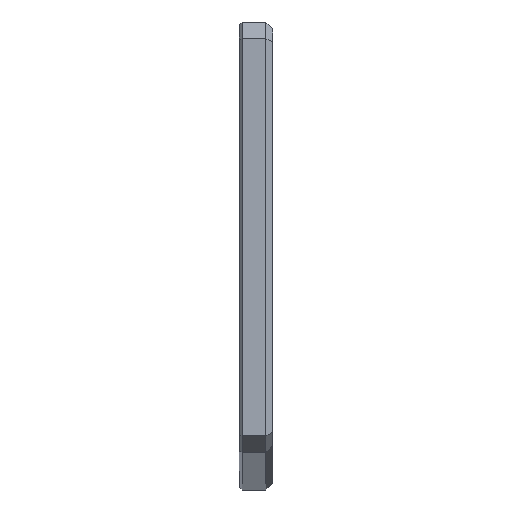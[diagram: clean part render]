
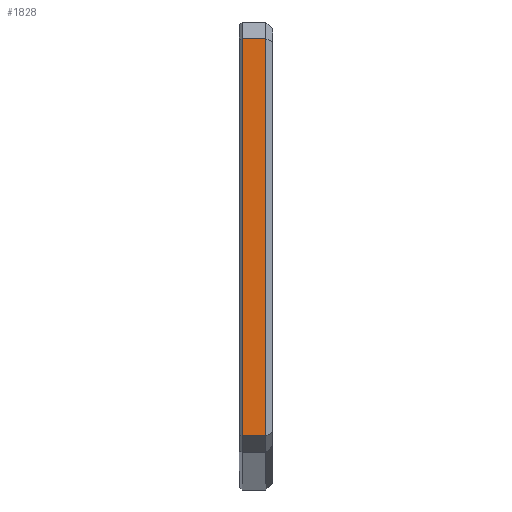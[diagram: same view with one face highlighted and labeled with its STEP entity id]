
A CAD part, front view. The second image highlights one B-rep face of the part: STEP entity #1828.
In plain terms, the highlighted planar face has unit normal (0, -1, 0).
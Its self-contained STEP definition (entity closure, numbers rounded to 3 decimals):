
#117=PLANE('',#2020);
#189=FACE_OUTER_BOUND('',#337,.T.);
#337=EDGE_LOOP('',(#1443,#1444,#1445,#1446));
#482=LINE('',#2963,#636);
#487=LINE('',#2973,#641);
#493=LINE('',#2984,#647);
#494=LINE('',#2985,#648);
#636=VECTOR('',#2376,10.);
#641=VECTOR('',#2385,10.);
#647=VECTOR('',#2397,10.);
#648=VECTOR('',#2398,10.);
#935=VERTEX_POINT('',#2960);
#936=VERTEX_POINT('',#2962);
#938=VERTEX_POINT('',#2970);
#939=VERTEX_POINT('',#2972);
#1115=EDGE_CURVE('',#935,#936,#482,.T.);
#1120=EDGE_CURVE('',#938,#939,#487,.T.);
#1126=EDGE_CURVE('',#935,#939,#493,.T.);
#1127=EDGE_CURVE('',#936,#938,#494,.F.);
#1443=ORIENTED_EDGE('',*,*,#1115,.F.);
#1444=ORIENTED_EDGE('',*,*,#1126,.T.);
#1445=ORIENTED_EDGE('',*,*,#1120,.F.);
#1446=ORIENTED_EDGE('',*,*,#1127,.F.);
#1828=ADVANCED_FACE('',(#189),#117,.T.);
#2020=AXIS2_PLACEMENT_3D('',#2983,#2395,#2396);
#2376=DIRECTION('',(0.,0.,1.));
#2385=DIRECTION('',(0.,0.,-1.));
#2395=DIRECTION('center_axis',(0.,-1.,0.));
#2396=DIRECTION('ref_axis',(0.,0.,-1.));
#2397=DIRECTION('',(1.,0.,0.));
#2398=DIRECTION('',(-1.,0.,0.));
#2960=CARTESIAN_POINT('',(700.,3.798,-241.64));
#2962=CARTESIAN_POINT('',(700.,3.798,-98.64));
#2963=CARTESIAN_POINT('',(700.,3.798,-138.515));
#2970=CARTESIAN_POINT('',(708.5,3.798,-98.64));
#2972=CARTESIAN_POINT('',(708.5,3.798,-241.64));
#2973=CARTESIAN_POINT('',(708.5,3.798,-138.515));
#2983=CARTESIAN_POINT('Origin',(699.,3.798,-100.14));
#2984=CARTESIAN_POINT('',(699.,3.798,-241.64));
#2985=CARTESIAN_POINT('',(699.,3.798,-98.64));
